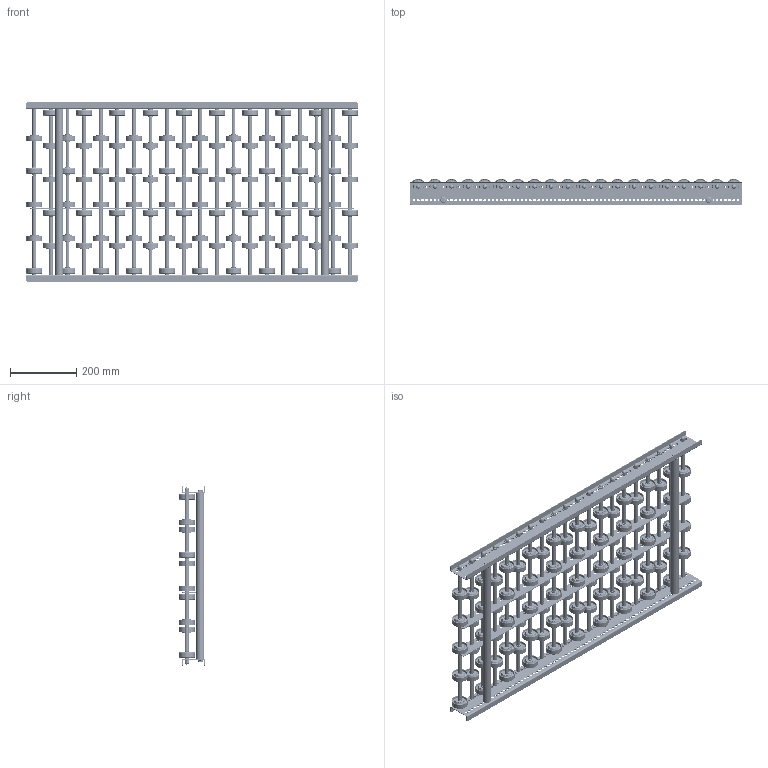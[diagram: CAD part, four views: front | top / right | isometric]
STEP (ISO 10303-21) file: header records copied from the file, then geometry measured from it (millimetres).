
FILE_DESCRIPTION (( 'STEP AP214' ), '1' );
FILE_NAME ('0052340.step', '2021-10-26T13:12:44', ( '' ), ( '' ), 'SwSTEP 2.0', 'SolidWorks 2020', '' );
FILE_SCHEMA (( 'AUTOMOTIVE_DESIGN' ));
Length unit declared in the file: millimetre
Products named in the file (10): 0046278_KB-ROHR-12X1,75mm_KFG_L75; S106837_Gewindestange-M8-KFG_L520; 0052340; Röllchenachse-für-Konfiguration_EL500; S100994_Sperrzahnschraube_M08x16-8.8-A2K; Hutmutter_DIN_1587_M8; S100100_Längstraverse-42x2,5_S100147_L„ngstraverse-RB-1000; Profil_LRB-20x70x20x2_KFG_S100200_U-PROFIL-20-70-20-2-LRB-L=1000; Traversen_KFG_L500; 0011532_2300-48-8
Assembly tree (81 placements, depth 3):
  0052340
    Profil_LRB-20x70x20x2_KFG_S100200_U-PROFIL-20-70-20-2-LRB-L=1000  x2
    S100994_Sperrzahnschraube_M08x16-8.8-A2K  x4
    Traversen_KFG_L500  x2
    Röllchenachse-für-Konfiguration_EL500  x20
      S106837_Gewindestange-M8-KFG_L520
      0011532_2300-48-8
      0046278_KB-ROHR-12X1,75mm_KFG_L75
    S100100_Längstraverse-42x2,5_S100147_L„ngstraverse-RB-1000  x2
    Hutmutter_DIN_1587_M8  x40
Bounding box: 1000 x 78.99 x 540 mm (x, y, z)
Volume: 3511329.7 mm3; surface area: 2509256.3 mm2
Topology: 274 solids, 274 shells, 9868 faces, 20852 edges, 12368 vertices
Faces by surface type: cylinder 3252, torus 3216, plane 1792, cone 1568, bspline 40
Entity records: 21796 total; most frequent: DIRECTION 3949, CARTESIAN_POINT 3787, ORIENTED_EDGE 3252, AXIS2_PLACEMENT_3D 1712, EDGE_CURVE 1626, VERTEX_POINT 1054, EDGE_LOOP 1024, CIRCLE 1021
